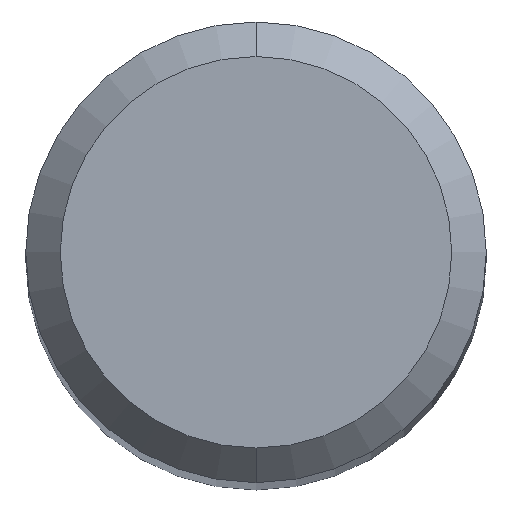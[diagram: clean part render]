
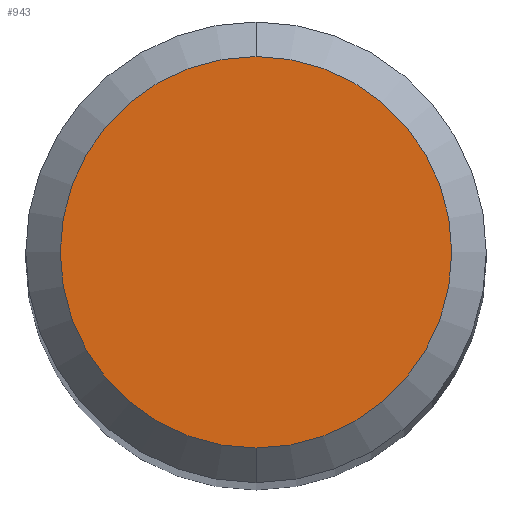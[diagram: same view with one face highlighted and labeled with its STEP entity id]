
A CAD part, top view. The second image highlights one B-rep face of the part: STEP entity #943.
In plain terms, the highlighted planar face has unit normal (0, 0, 1).
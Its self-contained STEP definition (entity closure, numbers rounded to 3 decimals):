
#541=VERTEX_POINT('',#1213);
#687=EDGE_CURVE('',#961,#541,#1374,.T.);
#925=EDGE_CURVE('',#541,#961,#1634,.T.);
#943=ADVANCED_FACE('',(#1654),#1655,.T.);
#961=VERTEX_POINT('',#1673);
#1213=CARTESIAN_POINT('',(0.0,1.7,0.0));
#1374=CIRCLE('',#3270,1.7);
#1634=CIRCLE('',#4306,1.7);
#1654=FACE_OUTER_BOUND('',#4484,.T.);
#1655=PLANE('',#4485);
#1673=CARTESIAN_POINT('',(0.,-1.7,0.0));
#3270=AXIS2_PLACEMENT_3D('',#5019,#5020,#5021);
#4306=AXIS2_PLACEMENT_3D('',#5286,#5287,#5288);
#4484=EDGE_LOOP('',(#5306,#5307));
#4485=AXIS2_PLACEMENT_3D('',#5308,#5309,#5310);
#5019=CARTESIAN_POINT('',(0.0,0.0,0.0));
#5020=DIRECTION('',(0.0,0.0,-1.0));
#5021=DIRECTION('',(0.0,1.0,0.0));
#5286=CARTESIAN_POINT('',(0.0,0.0,0.0));
#5287=DIRECTION('',(0.0,0.0,-1.0));
#5288=DIRECTION('',(0.0,1.0,0.0));
#5306=ORIENTED_EDGE('',*,*,#925,.F.);
#5307=ORIENTED_EDGE('',*,*,#687,.F.);
#5308=CARTESIAN_POINT('',(0.0,0.85,0.0));
#5309=DIRECTION('',(-0.0,0.0,1.0));
#5310=DIRECTION('',(0.0,-1.0,0.0));
